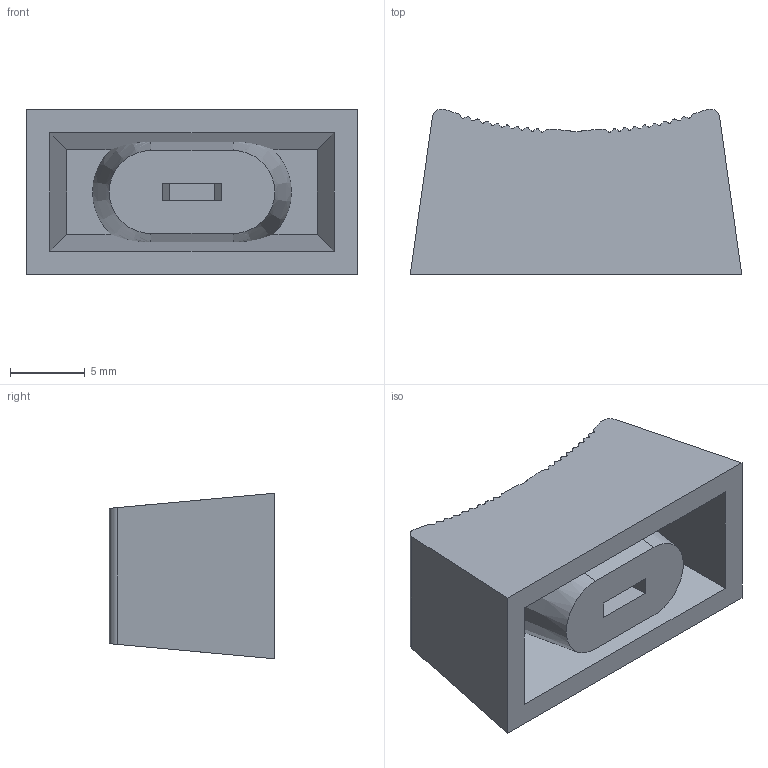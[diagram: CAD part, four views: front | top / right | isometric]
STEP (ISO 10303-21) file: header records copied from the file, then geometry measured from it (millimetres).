
FILE_DESCRIPTION(/* description */ ('','CAx-IF Rec.Pracs.---Representation and Presentation of Product Manufacturing Information (PMI)---3.8---2014-02-18'),/* implementation_level */ '2;1');
FILE_NAME(/* name */ 'CLIFF CS1 TYPE B.stp',/* time_stamp */ '2018-11-16T16:06:45+01:00',/* author */ ('IE64USER'),/* organization */ (''),/* preprocessor_version */ 'ST-DEVELOPER v16.1',/* originating_system */ 'Autodesk Inventor 2016',/* authorisation */ '');
FILE_SCHEMA (('AP242_MANAGED_MODEL_BASED_3D_ENGINEERING_MIM_LF { 1 0 10303 442 1 1 4 }'));
Length unit declared in the file: millimetre
Products named in the file (1): CLIFF CS1 TYPE B
Bounding box: 22.23 x 11.1 x 11.1 mm (x, y, z)
Volume: 1684.2 mm3; surface area: 1613.3 mm2
Topology: 1 solids, 1 shells, 104 faces, 300 edges, 200 vertices
Faces by surface type: plane 58, cylinder 44, cone 2
Entity records: 3466 total; most frequent: CARTESIAN_POINT 613, ORIENTED_EDGE 600, DIRECTION 598, EDGE_CURVE 300, LINE 204, VECTOR 204, VERTEX_POINT 200, AXIS2_PLACEMENT_3D 197
